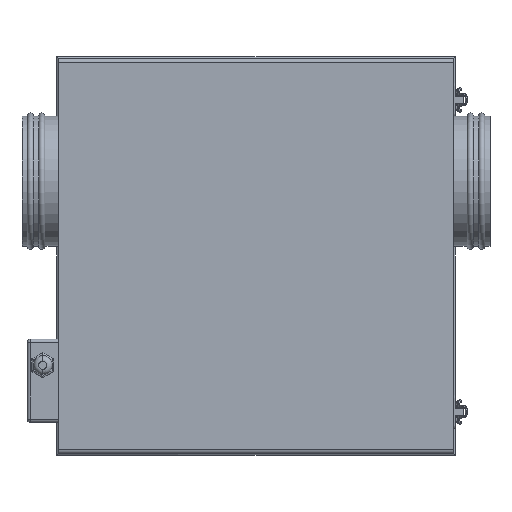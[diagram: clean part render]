
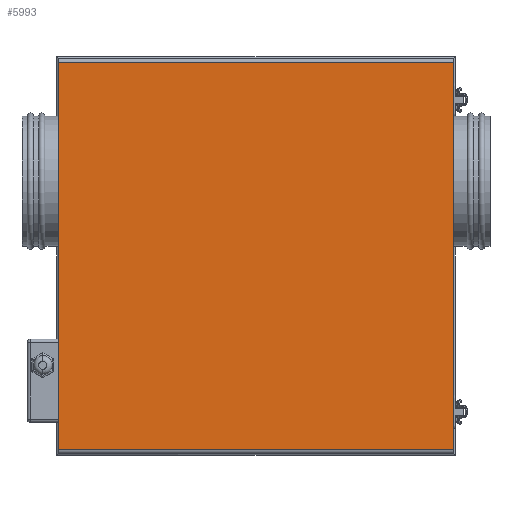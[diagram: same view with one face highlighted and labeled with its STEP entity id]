
A CAD part, front view. The second image highlights one B-rep face of the part: STEP entity #5993.
In plain terms, the highlighted planar face has unit normal (0, -1, 0).
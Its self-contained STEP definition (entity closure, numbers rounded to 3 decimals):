
#24 = DIRECTION ( 'NONE',  ( 0., 1., 0. ) ) ;
#25 = AXIS2_PLACEMENT_3D ( 'NONE', #146, #24, #173 ) ;
#146 = CARTESIAN_POINT ( 'NONE',  ( -190., 0., 380. ) ) ;
#147 = PLANE ( 'NONE',  #25 ) ;
#173 = DIRECTION ( 'NONE',  ( 0., 0., 1. ) ) ;
#204 = CARTESIAN_POINT ( 'NONE',  ( -190., 0., 376.263 ) ) ;
#304 = DIRECTION ( 'NONE',  ( 0., 0., -1. ) ) ;
#305 = VECTOR ( 'NONE', #304, 1000. ) ;
#306 = CARTESIAN_POINT ( 'NONE',  ( -190., 0., 380. ) ) ;
#307 = LINE ( 'NONE', #306, #305 ) ;
#308 = CARTESIAN_POINT ( 'NONE',  ( -190., 0., 3.737 ) ) ;
#473 = CARTESIAN_POINT ( 'NONE',  ( 190., 0., 376.263 ) ) ;
#666 = DIRECTION ( 'NONE',  ( 0., 0., 1. ) ) ;
#667 = VECTOR ( 'NONE', #666, 1000. ) ;
#668 = CARTESIAN_POINT ( 'NONE',  ( 190., 0., 380. ) ) ;
#671 = LINE ( 'NONE', #668, #667 ) ;
#1869 = FACE_OUTER_BOUND ( 'NONE', #6239, .T. ) ;
#1986 = DIRECTION ( 'NONE',  ( -1., 0., 0. ) ) ;
#1987 = VECTOR ( 'NONE', #1986, 1000. ) ;
#1988 = CARTESIAN_POINT ( 'NONE',  ( 190., 0., 376.263 ) ) ;
#1989 = LINE ( 'NONE', #1988, #1987 ) ;
#2005 = CARTESIAN_POINT ( 'NONE',  ( 190., 0., 3.737 ) ) ;
#2006 = DIRECTION ( 'NONE',  ( -1., 0., 0. ) ) ;
#2007 = VECTOR ( 'NONE', #2006, 1000. ) ;
#2008 = CARTESIAN_POINT ( 'NONE',  ( -190., 0., 3.737 ) ) ;
#2009 = LINE ( 'NONE', #2008, #2007 ) ;
#5959 = ORIENTED_EDGE ( 'NONE', *, *, #5960, .T. ) ;
#5960 = EDGE_CURVE ( 'NONE', #6124, #6110, #1989, .T. ) ;
#5976 = ORIENTED_EDGE ( 'NONE', *, *, #5977, .F. ) ;
#5977 = EDGE_CURVE ( 'NONE', #5978, #6075, #2009, .T. ) ;
#5978 = VERTEX_POINT ( 'NONE', #2005 ) ;
#5993 = ADVANCED_FACE ( 'NONE', ( #1869 ), #147, .F. ) ;
#6075 = VERTEX_POINT ( 'NONE', #308 ) ;
#6077 = EDGE_CURVE ( 'NONE', #6110, #6075, #307, .T. ) ;
#6110 = VERTEX_POINT ( 'NONE', #204 ) ;
#6124 = VERTEX_POINT ( 'NONE', #473 ) ;
#6125 = ORIENTED_EDGE ( 'NONE', *, *, #6077, .T. ) ;
#6231 = ORIENTED_EDGE ( 'NONE', *, *, #6232, .T. ) ;
#6232 = EDGE_CURVE ( 'NONE', #5978, #6124, #671, .T. ) ;
#6239 = EDGE_LOOP ( 'NONE', ( #5959, #6125, #5976, #6231 ) ) ;
